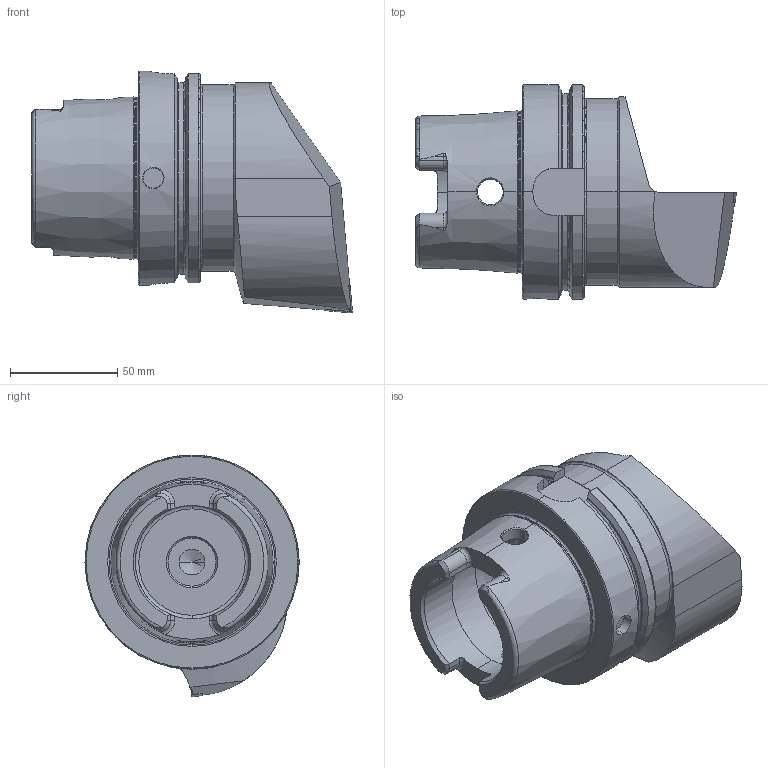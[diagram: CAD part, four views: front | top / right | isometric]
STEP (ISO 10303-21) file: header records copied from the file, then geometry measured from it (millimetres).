
FILE_DESCRIPTION (( 'STEP AP203' ), '1' );
FILE_NAME ('HA0.KCC.RLA.100.STEP', '2013-06-19T06:21:35', ( 'baer' ), ( 'Hewlett-Packard Company' ), 'SwSTEP 2.0', 'SolidWorks 2012', '' );
FILE_SCHEMA (( 'CONFIG_CONTROL_DESIGN' ));
Length unit declared in the file: millimetre
Products named in the file (5): HA0.KCC.RLA.100; KVT_MB_600_050; WCC-ER2.001.010_A; CCMT120404; HA0-KCC.RLA.100_B_Fertigbearbeitung
Assembly tree (4 placements, depth 2):
  HA0.KCC.RLA.100
    HA0-KCC.RLA.100_B_Fertigbearbeitung
    CCMT120404
    WCC-ER2.001.010_A
    KVT_MB_600_050
Bounding box: 149.9 x 100 x 113 mm (x, y, z)
Volume: 538981.2 mm3; surface area: 68932.4 mm2
Topology: 5 solids, 5 shells, 303 faces, 778 edges, 471 vertices
Faces by surface type: cylinder 90, cone 79, plane 73, torus 43, bspline 16, sphere 2
Entity records: 11239 total; most frequent: CARTESIAN_POINT 3725, ORIENTED_EDGE 1514, DIRECTION 1434, EDGE_CURVE 757, AXIS2_PLACEMENT_3D 573, VERTEX_POINT 468, EDGE_LOOP 317, FACE_OUTER_BOUND 303
